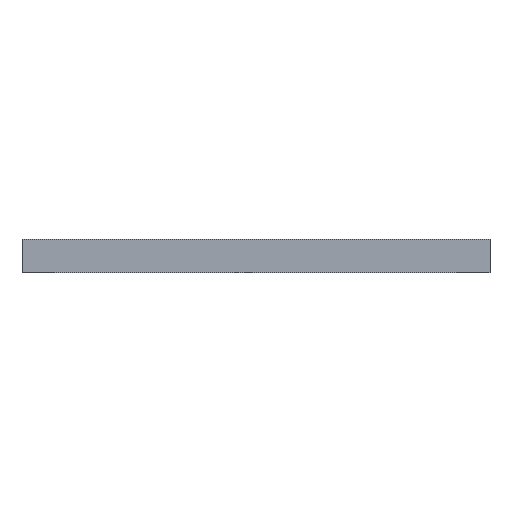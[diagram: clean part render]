
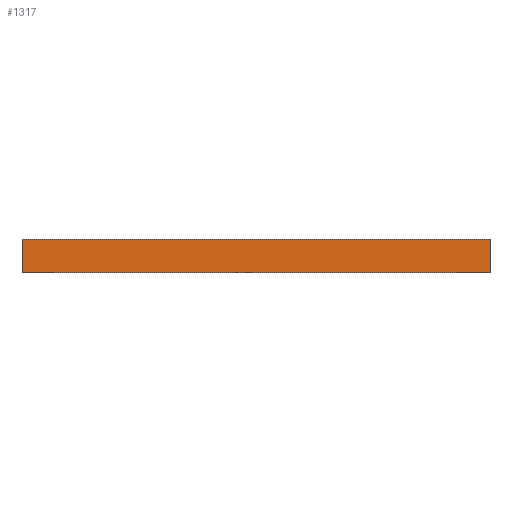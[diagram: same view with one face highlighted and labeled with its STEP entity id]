
A CAD part, front view. The second image highlights one B-rep face of the part: STEP entity #1317.
In plain terms, the highlighted planar face has unit normal (0, -1, 0).
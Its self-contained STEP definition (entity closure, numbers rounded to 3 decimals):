
#34 = CARTESIAN_POINT ( 'NONE',  ( 34.5, -53.5, 2.5 ) ) ;
#41 = VERTEX_POINT ( 'NONE', #1857 ) ;
#184 = CARTESIAN_POINT ( 'NONE',  ( 34.5, -53.5, -2.5 ) ) ;
#201 = LINE ( 'NONE', #1082, #1340 ) ;
#228 = EDGE_CURVE ( 'NONE', #41, #2461, #201, .T. ) ;
#247 = PLANE ( 'NONE',  #963 ) ;
#330 = LINE ( 'NONE', #383, #1697 ) ;
#371 = LINE ( 'NONE', #437, #1347 ) ;
#383 = CARTESIAN_POINT ( 'NONE',  ( 34.5, -53.5, 2.5 ) ) ;
#437 = CARTESIAN_POINT ( 'NONE',  ( 0., -53.5, 2.5 ) ) ;
#458 = CARTESIAN_POINT ( 'NONE',  ( 0., -53.5, 2.5 ) ) ;
#487 = EDGE_LOOP ( 'NONE', ( #2595, #2300, #2665, #2275 ) ) ;
#658 = DIRECTION ( 'NONE',  ( 0., 1., 0. ) ) ;
#681 = CARTESIAN_POINT ( 'NONE',  ( -34.5, -53.5, 2.5 ) ) ;
#795 = EDGE_CURVE ( 'NONE', #1275, #1972, #371, .T. ) ;
#883 = LINE ( 'NONE', #1783, #1383 ) ;
#963 = AXIS2_PLACEMENT_3D ( 'NONE', #458, #658, #2177 ) ;
#964 = DIRECTION ( 'NONE',  ( 0., 0., -1. ) ) ;
#1014 = EDGE_CURVE ( 'NONE', #1275, #41, #883, .T. ) ;
#1058 = EDGE_CURVE ( 'NONE', #1972, #2461, #330, .T. ) ;
#1082 = CARTESIAN_POINT ( 'NONE',  ( 0., -53.5, -2.5 ) ) ;
#1275 = VERTEX_POINT ( 'NONE', #681 ) ;
#1317 = ADVANCED_FACE ( 'NONE', ( #1496 ), #247, .F. ) ;
#1340 = VECTOR ( 'NONE', #1703, 1000. ) ;
#1347 = VECTOR ( 'NONE', #1461, 1000. ) ;
#1383 = VECTOR ( 'NONE', #964, 1000. ) ;
#1461 = DIRECTION ( 'NONE',  ( 1., 0., 0. ) ) ;
#1496 = FACE_OUTER_BOUND ( 'NONE', #487, .T. ) ;
#1697 = VECTOR ( 'NONE', #1837, 1000. ) ;
#1703 = DIRECTION ( 'NONE',  ( 1., 0., 0. ) ) ;
#1783 = CARTESIAN_POINT ( 'NONE',  ( -34.5, -53.5, 2.5 ) ) ;
#1837 = DIRECTION ( 'NONE',  ( 0., 0., -1. ) ) ;
#1857 = CARTESIAN_POINT ( 'NONE',  ( -34.5, -53.5, -2.5 ) ) ;
#1972 = VERTEX_POINT ( 'NONE', #34 ) ;
#2177 = DIRECTION ( 'NONE',  ( 0., 0., 1. ) ) ;
#2275 = ORIENTED_EDGE ( 'NONE', *, *, #1014, .T. ) ;
#2300 = ORIENTED_EDGE ( 'NONE', *, *, #1058, .F. ) ;
#2461 = VERTEX_POINT ( 'NONE', #184 ) ;
#2595 = ORIENTED_EDGE ( 'NONE', *, *, #228, .T. ) ;
#2665 = ORIENTED_EDGE ( 'NONE', *, *, #795, .F. ) ;
